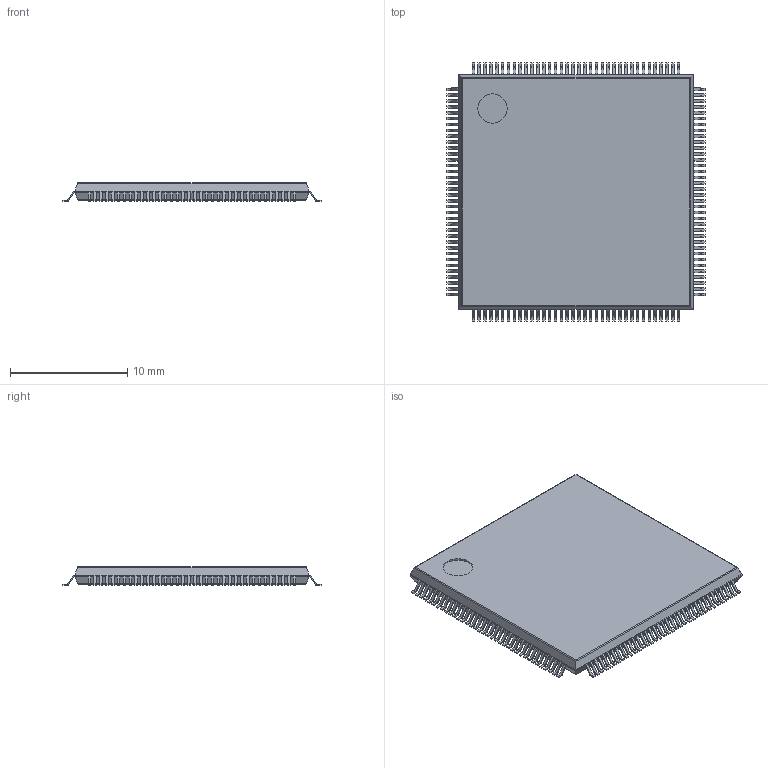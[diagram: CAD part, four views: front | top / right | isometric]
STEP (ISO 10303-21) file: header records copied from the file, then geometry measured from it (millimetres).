
FILE_DESCRIPTION(('FreeCAD Model'),'2;1');
FILE_NAME('11379525.1.1.stp','2020-08-26T08:18:58',( 'Author'),(''),'Open CASCADE STEP processor 6.9','FreeCAD','Unknown' );
FILE_SCHEMA(('AUTOMOTIVE_DESIGN { 1 0 10303 214 1 1 1 1 }'));
Length unit declared in the file: millimetre
Products named in the file (4): ASSEMBLY; Body; PinsArrayLR; PinsArrayTB
Assembly tree (3 placements, depth 2):
  ASSEMBLY
    Body
    PinsArrayLR
    PinsArrayTB
Bounding box: 22 x 22 x 1.6 mm (x, y, z)
Volume: 588.6 mm3; surface area: 1020.1 mm2
Topology: 145 solids, 145 shells, 1896 faces, 4799 edges, 3194 vertices
Faces by surface type: plane 1455, cylinder 441
Full cylindrical faces by diameter (mm): 2.5 x1
Entity records: 121186 total; most frequent: CARTESIAN_POINT 22499, DIRECTION 18335, LINE 12353, VECTOR 12353, ORIENTED_EDGE 9598, PCURVE 9598, DEFINITIONAL_REPRESENTATION 9598, EDGE_CURVE 4799
